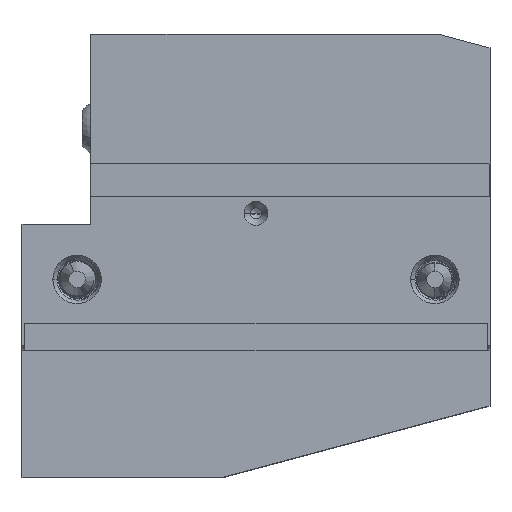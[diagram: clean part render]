
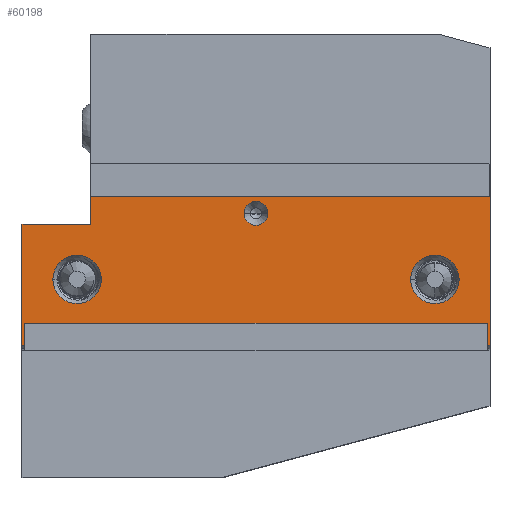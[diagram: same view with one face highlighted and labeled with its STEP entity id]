
A CAD part, top view. The second image highlights one B-rep face of the part: STEP entity #60198.
In plain terms, the highlighted planar face has unit normal (0, 0, 1).
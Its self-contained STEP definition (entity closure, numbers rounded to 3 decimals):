
#7679 = DIRECTION ( 'NONE',  ( 0., 0., 1. ) ) ;
#7708 = DIRECTION ( 'NONE',  ( 1., 0., 0. ) ) ;
#7713 = CARTESIAN_POINT ( 'NONE',  ( 0., 0., 22. ) ) ;
#10399 = DIRECTION ( 'NONE',  ( 0., -1., 0. ) ) ;
#10411 = DIRECTION ( 'NONE',  ( 0., 0., 1. ) ) ;
#10412 = DIRECTION ( 'NONE',  ( 1., 0., 0. ) ) ;
#10413 = CARTESIAN_POINT ( 'NONE',  ( -30., 32.5, 22. ) ) ;
#10416 = CARTESIAN_POINT ( 'NONE',  ( 0., 0., 22. ) ) ;
#10430 = CARTESIAN_POINT ( 'NONE',  ( -42.5, -23.939, 22. ) ) ;
#10468 = DIRECTION ( 'NONE',  ( 1., 0., 0. ) ) ;
#12030 = VECTOR ( 'NONE', #77197, 1000. ) ;
#12063 = LINE ( 'NONE', #77229, #12030 ) ;
#12116 = LINE ( 'NONE', #77254, #12178 ) ;
#12136 = VECTOR ( 'NONE', #77376, 1000. ) ;
#12164 = LINE ( 'NONE', #77345, #12189 ) ;
#12166 = LINE ( 'NONE', #77377, #12136 ) ;
#12178 = VECTOR ( 'NONE', #77282, 1000. ) ;
#12189 = VECTOR ( 'NONE', #77350, 1000. ) ;
#12220 = LINE ( 'NONE', #10413, #12269 ) ;
#12269 = VECTOR ( 'NONE', #10399, 1000. ) ;
#12343 = LINE ( 'NONE', #10430, #12347 ) ;
#12347 = VECTOR ( 'NONE', #10468, 1000. ) ;
#12349 = CIRCLE ( 'NONE', #78407, 2.165 ) ;
#19137 = CARTESIAN_POINT ( 'NONE',  ( -42.5, -23.939, 22. ) ) ;
#19142 = CARTESIAN_POINT ( 'NONE',  ( -30., 9., 22. ) ) ;
#19145 = CARTESIAN_POINT ( 'NONE',  ( -30., -2., 22. ) ) ;
#19147 = CARTESIAN_POINT ( 'NONE',  ( -36.9, -12., 22. ) ) ;
#19189 = CARTESIAN_POINT ( 'NONE',  ( -28.1, -12., 22. ) ) ;
#19206 = CARTESIAN_POINT ( 'NONE',  ( 42.5, 9., 22. ) ) ;
#19231 = CARTESIAN_POINT ( 'NONE',  ( -42.5, -2., 22. ) ) ;
#19247 = CARTESIAN_POINT ( 'NONE',  ( 42.5, -23.939, 22. ) ) ;
#39345 = AXIS2_PLACEMENT_3D ( 'NONE', #68517, #68525, #68553 ) ;
#39362 = AXIS2_PLACEMENT_3D ( 'NONE', #72361, #72459, #72365 ) ;
#39374 = AXIS2_PLACEMENT_3D ( 'NONE', #72456, #72421, #72517 ) ;
#42792 = EDGE_CURVE ( 'NONE', #47380, #47408, #74461, .T. ) ;
#42951 = EDGE_CURVE ( 'NONE', #45628, #45506, #74624, .T. ) ;
#42977 = EDGE_CURVE ( 'NONE', #45506, #45628, #74605, .T. ) ;
#45506 = VERTEX_POINT ( 'NONE', #72293 ) ;
#45628 = VERTEX_POINT ( 'NONE', #72510 ) ;
#46219 = VERTEX_POINT ( 'NONE', #19145 ) ;
#46236 = VERTEX_POINT ( 'NONE', #19147 ) ;
#46266 = VERTEX_POINT ( 'NONE', #19142 ) ;
#46271 = VERTEX_POINT ( 'NONE', #19137 ) ;
#46314 = VERTEX_POINT ( 'NONE', #19189 ) ;
#46390 = VERTEX_POINT ( 'NONE', #19247 ) ;
#46427 = VERTEX_POINT ( 'NONE', #19206 ) ;
#46437 = VERTEX_POINT ( 'NONE', #19231 ) ;
#47380 = VERTEX_POINT ( 'NONE', #58692 ) ;
#47408 = VERTEX_POINT ( 'NONE', #58752 ) ;
#58692 = CARTESIAN_POINT ( 'NONE',  ( -2.165, 0., 22. ) ) ;
#58752 = CARTESIAN_POINT ( 'NONE',  ( 2.165, 0., 22. ) ) ;
#59171 = EDGE_CURVE ( 'NONE', #46219, #46437, #12063, .T. ) ;
#59178 = EDGE_CURVE ( 'NONE', #46271, #46437, #12116, .T. ) ;
#59201 = EDGE_CURVE ( 'NONE', #46390, #46427, #12166, .T. ) ;
#59203 = EDGE_CURVE ( 'NONE', #46266, #46427, #12164, .T. ) ;
#59246 = EDGE_CURVE ( 'NONE', #46266, #46219, #12220, .T. ) ;
#59259 = EDGE_CURVE ( 'NONE', #47408, #47380, #12349, .T. ) ;
#59267 = EDGE_CURVE ( 'NONE', #46271, #46390, #12343, .T. ) ;
#60130 = AXIS2_PLACEMENT_3D ( 'NONE', #7713, #7679, #7708 ) ;
#60149 = AXIS2_PLACEMENT_3D ( 'NONE', #83700, #83670, #83715 ) ;
#60198 = ADVANCED_FACE ( 'NONE', ( #65679, #65730, #65691, #65695 ), #68551, .F. ) ;
#60208 = AXIS2_PLACEMENT_3D ( 'NONE', #83449, #83442, #83430 ) ;
#65679 = FACE_BOUND ( 'NONE', #75116, .T. ) ;
#65691 = FACE_BOUND ( 'NONE', #75096, .T. ) ;
#65695 = FACE_BOUND ( 'NONE', #75098, .T. ) ;
#65727 = CIRCLE ( 'NONE', #39374, 4.4 ) ;
#65730 = FACE_OUTER_BOUND ( 'NONE', #75130, .T. ) ;
#65743 = CIRCLE ( 'NONE', #39362, 4.4 ) ;
#68517 = CARTESIAN_POINT ( 'NONE',  ( -42.5, 9., 22. ) ) ;
#68525 = DIRECTION ( 'NONE',  ( 0., 0., -1. ) ) ;
#68551 = PLANE ( 'NONE',  #39345 ) ;
#68553 = DIRECTION ( 'NONE',  ( 0., 1., 0. ) ) ;
#71576 = ORIENTED_EDGE ( 'NONE', *, *, #42977, .T. ) ;
#71588 = ORIENTED_EDGE ( 'NONE', *, *, #59171, .T. ) ;
#71627 = ORIENTED_EDGE ( 'NONE', *, *, #59178, .F. ) ;
#71629 = ORIENTED_EDGE ( 'NONE', *, *, #59203, .F. ) ;
#71630 = ORIENTED_EDGE ( 'NONE', *, *, #42951, .T. ) ;
#71636 = ORIENTED_EDGE ( 'NONE', *, *, #74189, .T. ) ;
#71653 = ORIENTED_EDGE ( 'NONE', *, *, #59246, .T. ) ;
#71662 = ORIENTED_EDGE ( 'NONE', *, *, #42792, .F. ) ;
#71666 = ORIENTED_EDGE ( 'NONE', *, *, #59267, .T. ) ;
#71671 = ORIENTED_EDGE ( 'NONE', *, *, #74193, .T. ) ;
#71674 = ORIENTED_EDGE ( 'NONE', *, *, #59201, .T. ) ;
#71697 = ORIENTED_EDGE ( 'NONE', *, *, #59259, .F. ) ;
#72293 = CARTESIAN_POINT ( 'NONE',  ( 28.1, -12., 22. ) ) ;
#72361 = CARTESIAN_POINT ( 'NONE',  ( -32.5, -12., 22. ) ) ;
#72365 = DIRECTION ( 'NONE',  ( 0., 1., 0. ) ) ;
#72421 = DIRECTION ( 'NONE',  ( 0., 0., -1. ) ) ;
#72456 = CARTESIAN_POINT ( 'NONE',  ( -32.5, -12., 22. ) ) ;
#72459 = DIRECTION ( 'NONE',  ( 0., 0., -1. ) ) ;
#72510 = CARTESIAN_POINT ( 'NONE',  ( 36.9, -12., 22. ) ) ;
#72517 = DIRECTION ( 'NONE',  ( 0., 1., 0. ) ) ;
#74189 = EDGE_CURVE ( 'NONE', #46314, #46236, #65727, .T. ) ;
#74193 = EDGE_CURVE ( 'NONE', #46236, #46314, #65743, .T. ) ;
#74461 = CIRCLE ( 'NONE', #60130, 2.165 ) ;
#74605 = CIRCLE ( 'NONE', #60149, 4.4 ) ;
#74624 = CIRCLE ( 'NONE', #60208, 4.4 ) ;
#75096 = EDGE_LOOP ( 'NONE', ( #71630, #71576 ) ) ;
#75098 = EDGE_LOOP ( 'NONE', ( #71636, #71671 ) ) ;
#75116 = EDGE_LOOP ( 'NONE', ( #71697, #71662 ) ) ;
#75130 = EDGE_LOOP ( 'NONE', ( #71627, #71666, #71674, #71629, #71653, #71588 ) ) ;
#77197 = DIRECTION ( 'NONE',  ( -1., 0., 0. ) ) ;
#77229 = CARTESIAN_POINT ( 'NONE',  ( -30., -2., 22. ) ) ;
#77254 = CARTESIAN_POINT ( 'NONE',  ( -42.5, -2., 22. ) ) ;
#77282 = DIRECTION ( 'NONE',  ( 0., 1., 0. ) ) ;
#77345 = CARTESIAN_POINT ( 'NONE',  ( -42.5, 9., 22. ) ) ;
#77350 = DIRECTION ( 'NONE',  ( 1., 0., 0. ) ) ;
#77376 = DIRECTION ( 'NONE',  ( 0., 1., 0. ) ) ;
#77377 = CARTESIAN_POINT ( 'NONE',  ( 42.5, 9., 22. ) ) ;
#78407 = AXIS2_PLACEMENT_3D ( 'NONE', #10416, #10411, #10412 ) ;
#83430 = DIRECTION ( 'NONE',  ( 0., 1., 0. ) ) ;
#83442 = DIRECTION ( 'NONE',  ( 0., 0., -1. ) ) ;
#83449 = CARTESIAN_POINT ( 'NONE',  ( 32.5, -12., 22. ) ) ;
#83670 = DIRECTION ( 'NONE',  ( 0., 0., -1. ) ) ;
#83700 = CARTESIAN_POINT ( 'NONE',  ( 32.5, -12., 22. ) ) ;
#83715 = DIRECTION ( 'NONE',  ( 0., 1., 0. ) ) ;
